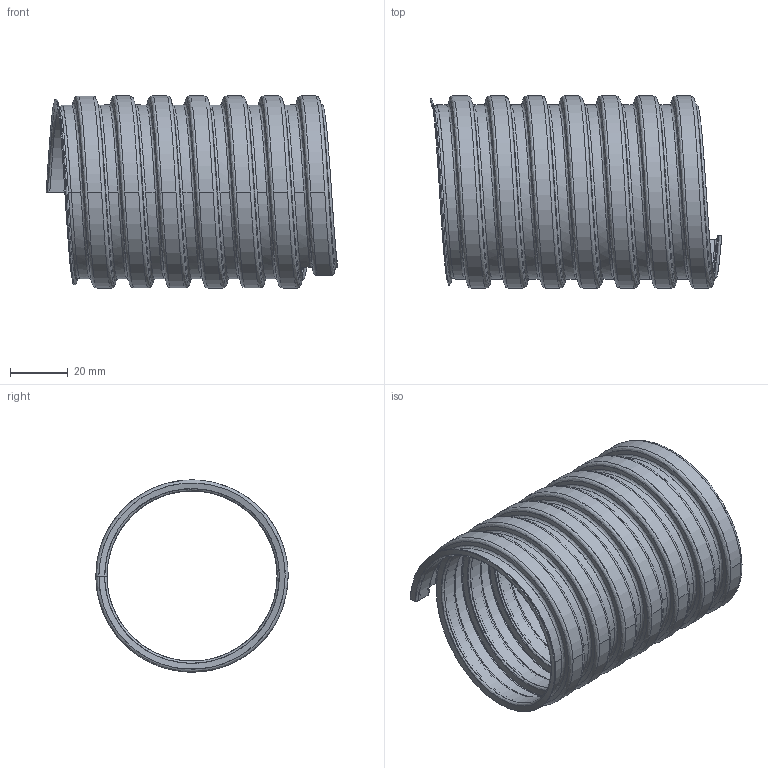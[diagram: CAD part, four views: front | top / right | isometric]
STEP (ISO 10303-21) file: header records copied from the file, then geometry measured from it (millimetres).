
FILE_DESCRIPTION(/* description */ ('Металлорукав МРПИ нг серый','CAx-IF Rec.Pracs.---Representation and Presentation of Product Manufacturing Information (PMI)---4.0---2014-10-13'),/* implementation_level */ '2;1');
FILE_NAME(/* name */ '',/* time_stamp */ '2025-05-30T11:21:08+07:00',/* author */ ('zeta-82'),/* organization */ ('ЗЭТА'),/* preprocessor_version */ 'ST-DEVELOPER v19.2',/* originating_system */ 'Autodesk Inventor 2024',/* authorisation */ '');
FILE_SCHEMA (('AP242_MANAGED_MODEL_BASED_3D_ENGINEERING_MIM_LF { 1 0 10303 442 1 1 4 }'));
Length unit declared in the file: millimetre
Products named in the file (3): ЗЭТА.104.110.000-13; ЗЭТА.104.210.000-13; Пластикат НГП 
30-32 серый_МРПИ 60
Assembly tree (2 placements, depth 2):
  ЗЭТА.104.110.000-13
    ЗЭТА.104.210.000-13
    Пластикат НГП 
30-32 серый_МРПИ 60
Bounding box: 101.11 x 66.7 x 66.69 mm (x, y, z)
Volume: 17000.3 mm3; surface area: 98325.3 mm2
Topology: 2 solids, 2 shells, 112 faces, 326 edges, 216 vertices
Faces by surface type: cylinder 80, bspline 28, plane 4
Full cylindrical faces by diameter (mm): 59 x6, 59.7 x12, 60.4 x12, 64.6 x6, 65.3 x6, 66 x12, 66.7 x6
Entity records: 17716 total; most frequent: CARTESIAN_POINT 14795, ORIENTED_EDGE 652, DIRECTION 408, EDGE_CURVE 326, VERTEX_POINT 216, B_SPLINE_CURVE_WITH_KNOTS 180, AXIS2_PLACEMENT_3D 147, STYLED_ITEM 116
